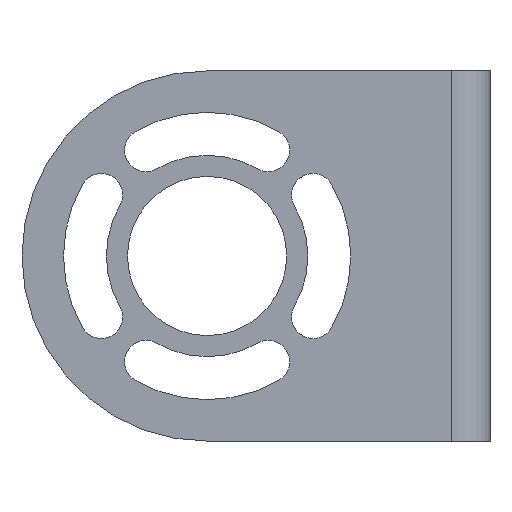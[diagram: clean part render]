
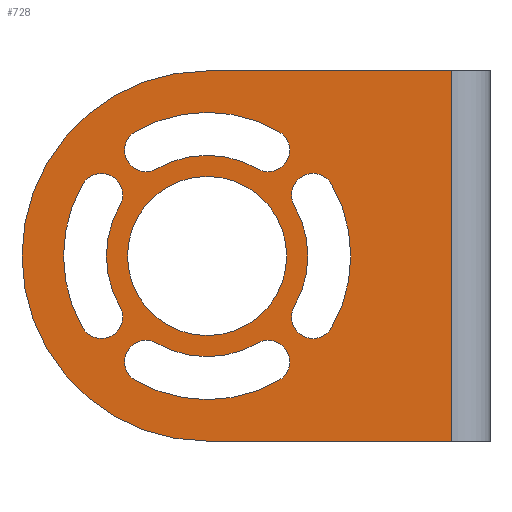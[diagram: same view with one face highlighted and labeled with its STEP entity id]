
A CAD part, front view. The second image highlights one B-rep face of the part: STEP entity #728.
In plain terms, the highlighted planar face has unit normal (0, -1, 0).
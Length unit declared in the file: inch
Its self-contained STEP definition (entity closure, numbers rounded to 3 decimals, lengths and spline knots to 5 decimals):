
#1=CARTESIAN_POINT('',(-1.50394,0.,0.));
#2=DIRECTION('',(0.,1.,0.));
#3=DIRECTION('',(0.,0.,-1.));
#4=AXIS2_PLACEMENT_3D('',#1,#2,#3);
#6=CARTESIAN_POINT('',(-1.50394,0.,0.));
#7=DIRECTION('',(0.,1.,0.));
#8=DIRECTION('',(-1.,0.,0.));
#9=AXIS2_PLACEMENT_3D('',#6,#7,#8);
#11=CARTESIAN_POINT('',(-1.50394,0.,0.));
#12=DIRECTION('',(0.,1.,0.));
#13=DIRECTION('',(0.5,0.,-0.866));
#14=AXIS2_PLACEMENT_3D('',#11,#12,#13);
#16=CARTESIAN_POINT('',(-1.82874,0.,-0.56258));
#17=DIRECTION('',(0.,1.,0.));
#18=DIRECTION('',(-0.5,0.,-0.866));
#19=AXIS2_PLACEMENT_3D('',#16,#17,#18);
#21=CARTESIAN_POINT('',(-1.50394,0.,0.));
#22=DIRECTION('',(0.,1.,0.));
#23=DIRECTION('',(0.5,0.,-0.866));
#24=AXIS2_PLACEMENT_3D('',#21,#22,#23);
#26=CARTESIAN_POINT('',(-1.17913,0.,-0.56258));
#27=DIRECTION('',(0.,1.,0.));
#28=DIRECTION('',(-0.5,0.,0.866));
#29=AXIS2_PLACEMENT_3D('',#26,#27,#28);
#31=CARTESIAN_POINT('',(-1.50394,0.,0.));
#32=DIRECTION('',(0.,1.,0.));
#33=DIRECTION('',(0.866,0.,0.5));
#34=AXIS2_PLACEMENT_3D('',#31,#32,#33);
#36=CARTESIAN_POINT('',(-0.94136,0.,-0.3248));
#37=DIRECTION('',(0.,1.,0.));
#38=DIRECTION('',(0.866,0.,-0.5));
#39=AXIS2_PLACEMENT_3D('',#36,#37,#38);
#41=CARTESIAN_POINT('',(-1.50394,0.,0.));
#42=DIRECTION('',(0.,1.,0.));
#43=DIRECTION('',(0.866,0.,0.5));
#44=AXIS2_PLACEMENT_3D('',#41,#42,#43);
#46=CARTESIAN_POINT('',(-0.94136,0.,0.3248));
#47=DIRECTION('',(0.,1.,0.));
#48=DIRECTION('',(-0.866,0.,-0.5));
#49=AXIS2_PLACEMENT_3D('',#46,#47,#48);
#51=CARTESIAN_POINT('',(-1.50394,0.,0.));
#52=DIRECTION('',(0.,1.,0.));
#53=DIRECTION('',(-0.5,0.,0.866));
#54=AXIS2_PLACEMENT_3D('',#51,#52,#53);
#56=CARTESIAN_POINT('',(-1.17913,0.,0.56258));
#57=DIRECTION('',(0.,1.,0.));
#58=DIRECTION('',(0.5,0.,0.866));
#59=AXIS2_PLACEMENT_3D('',#56,#57,#58);
#61=CARTESIAN_POINT('',(-1.50394,0.,0.));
#62=DIRECTION('',(0.,1.,0.));
#63=DIRECTION('',(-0.5,0.,0.866));
#64=AXIS2_PLACEMENT_3D('',#61,#62,#63);
#66=CARTESIAN_POINT('',(-1.82874,0.,0.56258));
#67=DIRECTION('',(0.,1.,0.));
#68=DIRECTION('',(0.5,0.,-0.866));
#69=AXIS2_PLACEMENT_3D('',#66,#67,#68);
#71=CARTESIAN_POINT('',(-1.50394,0.,0.));
#72=DIRECTION('',(0.,1.,0.));
#73=DIRECTION('',(-1.,0.,0.));
#74=AXIS2_PLACEMENT_3D('',#71,#72,#73);
#76=CARTESIAN_POINT('',(-1.50394,0.,0.));
#77=DIRECTION('',(0.,1.,0.));
#78=DIRECTION('',(1.,0.,0.));
#79=AXIS2_PLACEMENT_3D('',#76,#77,#78);
#81=CARTESIAN_POINT('',(-1.50394,0.,0.));
#82=DIRECTION('',(0.,1.,0.));
#83=DIRECTION('',(-0.866,0.,-0.5));
#84=AXIS2_PLACEMENT_3D('',#81,#82,#83);
#86=CARTESIAN_POINT('',(-2.06651,0.,0.3248));
#87=DIRECTION('',(0.,1.,0.));
#88=DIRECTION('',(-0.866,0.,0.5));
#89=AXIS2_PLACEMENT_3D('',#86,#87,#88);
#91=CARTESIAN_POINT('',(-1.50394,0.,0.));
#92=DIRECTION('',(0.,1.,0.));
#93=DIRECTION('',(-0.866,0.,-0.5));
#94=AXIS2_PLACEMENT_3D('',#91,#92,#93);
#96=CARTESIAN_POINT('',(-2.06651,0.,-0.3248));
#97=DIRECTION('',(0.,1.,0.));
#98=DIRECTION('',(0.866,0.,0.5));
#99=AXIS2_PLACEMENT_3D('',#96,#97,#98);
#209=DIRECTION('',(1.,0.,0.));
#210=VECTOR('',#209,1.29921);
#211=CARTESIAN_POINT('',(-1.50394,0.,-0.98425));
#212=LINE('',#211,#210);
#235=DIRECTION('',(0.,0.,-1.));
#236=VECTOR('',#235,1.9685);
#237=CARTESIAN_POINT('',(-0.20472,0.,0.98425));
#238=LINE('',#237,#236);
#257=DIRECTION('',(1.,0.,0.));
#258=VECTOR('',#257,1.29921);
#259=CARTESIAN_POINT('',(-1.50394,0.,0.98425));
#260=LINE('',#259,#258);
#517=CARTESIAN_POINT('',(-0.20472,0.,0.98425));
#519=VERTEX_POINT('',#517);
#521=CARTESIAN_POINT('',(-0.20472,0.,-0.98425));
#523=VERTEX_POINT('',#521);
#539=CARTESIAN_POINT('',(-1.50394,0.,-0.98425));
#540=CARTESIAN_POINT('',(-2.48819,0.,0.));
#541=VERTEX_POINT('',#539);
#542=VERTEX_POINT('',#540);
#543=CARTESIAN_POINT('',(-1.50394,0.,0.98425));
#544=VERTEX_POINT('',#543);
#549=CARTESIAN_POINT('',(-1.92717,0.,0.));
#550=CARTESIAN_POINT('',(-1.08071,0.,0.));
#551=VERTEX_POINT('',#549);
#552=VERTEX_POINT('',#550);
#561=CARTESIAN_POINT('',(-1.96764,0.,-0.26772));
#562=CARTESIAN_POINT('',(-1.96764,0.,0.26772));
#563=VERTEX_POINT('',#561);
#564=VERTEX_POINT('',#562);
#565=CARTESIAN_POINT('',(-2.16539,0.,0.38189));
#566=VERTEX_POINT('',#565);
#567=CARTESIAN_POINT('',(-2.16539,0.,-0.38189));
#568=VERTEX_POINT('',#567);
#577=CARTESIAN_POINT('',(-1.77165,0.,0.4637));
#578=CARTESIAN_POINT('',(-1.23622,0.,0.4637));
#579=VERTEX_POINT('',#577);
#580=VERTEX_POINT('',#578);
#581=CARTESIAN_POINT('',(-1.12205,0.,0.66145));
#582=VERTEX_POINT('',#581);
#583=CARTESIAN_POINT('',(-1.88583,0.,0.66145));
#584=VERTEX_POINT('',#583);
#593=CARTESIAN_POINT('',(-1.04024,0.,0.26772));
#594=CARTESIAN_POINT('',(-1.04024,0.,-0.26772));
#595=VERTEX_POINT('',#593);
#596=VERTEX_POINT('',#594);
#597=CARTESIAN_POINT('',(-0.84248,0.,-0.38189));
#598=VERTEX_POINT('',#597);
#599=CARTESIAN_POINT('',(-0.84248,0.,0.38189));
#600=VERTEX_POINT('',#599);
#609=CARTESIAN_POINT('',(-1.23622,0.,-0.4637));
#610=CARTESIAN_POINT('',(-1.77165,0.,-0.4637));
#611=VERTEX_POINT('',#609);
#612=VERTEX_POINT('',#610);
#613=CARTESIAN_POINT('',(-1.88583,0.,-0.66145));
#614=VERTEX_POINT('',#613);
#615=CARTESIAN_POINT('',(-1.12205,0.,-0.66145));
#616=VERTEX_POINT('',#615);
#665=CARTESIAN_POINT('',(-2.48819,0.,0.98425));
#666=DIRECTION('',(0.,-1.,0.));
#667=DIRECTION('',(1.,0.,0.));
#668=AXIS2_PLACEMENT_3D('',#665,#666,#667);
#669=PLANE('',#668);
#671=ORIENTED_EDGE('',*,*,#670,.T.);
#673=ORIENTED_EDGE('',*,*,#672,.T.);
#675=ORIENTED_EDGE('',*,*,#674,.T.);
#677=ORIENTED_EDGE('',*,*,#676,.T.);
#679=ORIENTED_EDGE('',*,*,#678,.F.);
#680=EDGE_LOOP('',(#671,#673,#675,#677,#679));
#681=FACE_OUTER_BOUND('',#680,.F.);
#683=ORIENTED_EDGE('',*,*,#682,.T.);
#685=ORIENTED_EDGE('',*,*,#684,.F.);
#687=ORIENTED_EDGE('',*,*,#686,.F.);
#689=ORIENTED_EDGE('',*,*,#688,.F.);
#690=EDGE_LOOP('',(#683,#685,#687,#689));
#691=FACE_BOUND('',#690,.F.);
#693=ORIENTED_EDGE('',*,*,#692,.T.);
#695=ORIENTED_EDGE('',*,*,#694,.F.);
#697=ORIENTED_EDGE('',*,*,#696,.F.);
#699=ORIENTED_EDGE('',*,*,#698,.F.);
#700=EDGE_LOOP('',(#693,#695,#697,#699));
#701=FACE_BOUND('',#700,.F.);
#703=ORIENTED_EDGE('',*,*,#702,.T.);
#705=ORIENTED_EDGE('',*,*,#704,.F.);
#707=ORIENTED_EDGE('',*,*,#706,.F.);
#709=ORIENTED_EDGE('',*,*,#708,.F.);
#710=EDGE_LOOP('',(#703,#705,#707,#709));
#711=FACE_BOUND('',#710,.F.);
#713=ORIENTED_EDGE('',*,*,#712,.F.);
#715=ORIENTED_EDGE('',*,*,#714,.F.);
#716=EDGE_LOOP('',(#713,#715));
#717=FACE_BOUND('',#716,.F.);
#719=ORIENTED_EDGE('',*,*,#718,.T.);
#721=ORIENTED_EDGE('',*,*,#720,.F.);
#723=ORIENTED_EDGE('',*,*,#722,.F.);
#725=ORIENTED_EDGE('',*,*,#724,.F.);
#726=EDGE_LOOP('',(#719,#721,#723,#725));
#727=FACE_BOUND('',#726,.F.);
#728=ADVANCED_FACE('',(#681,#691,#701,#711,#717,#727),#669,.T.);
#5=CIRCLE('',#4,0.98425);
#10=CIRCLE('',#9,0.98425);
#15=CIRCLE('',#14,0.53543);
#20=CIRCLE('',#19,0.11417);
#25=CIRCLE('',#24,0.76378);
#30=CIRCLE('',#29,0.11417);
#35=CIRCLE('',#34,0.53543);
#40=CIRCLE('',#39,0.11417);
#45=CIRCLE('',#44,0.76378);
#50=CIRCLE('',#49,0.11417);
#55=CIRCLE('',#54,0.53543);
#60=CIRCLE('',#59,0.11417);
#65=CIRCLE('',#64,0.76378);
#70=CIRCLE('',#69,0.11417);
#75=CIRCLE('',#74,0.42323);
#80=CIRCLE('',#79,0.42323);
#85=CIRCLE('',#84,0.53543);
#90=CIRCLE('',#89,0.11417);
#95=CIRCLE('',#94,0.76378);
#100=CIRCLE('',#99,0.11417);
#670=EDGE_CURVE('',#541,#542,#5,.T.);
#672=EDGE_CURVE('',#542,#544,#10,.T.);
#674=EDGE_CURVE('',#544,#519,#260,.T.);
#676=EDGE_CURVE('',#519,#523,#238,.T.);
#678=EDGE_CURVE('',#541,#523,#212,.T.);
#682=EDGE_CURVE('',#611,#612,#15,.T.);
#684=EDGE_CURVE('',#614,#612,#20,.T.);
#686=EDGE_CURVE('',#616,#614,#25,.T.);
#688=EDGE_CURVE('',#611,#616,#30,.T.);
#692=EDGE_CURVE('',#595,#596,#35,.T.);
#694=EDGE_CURVE('',#598,#596,#40,.T.);
#696=EDGE_CURVE('',#600,#598,#45,.T.);
#698=EDGE_CURVE('',#595,#600,#50,.T.);
#702=EDGE_CURVE('',#579,#580,#55,.T.);
#704=EDGE_CURVE('',#582,#580,#60,.T.);
#706=EDGE_CURVE('',#584,#582,#65,.T.);
#708=EDGE_CURVE('',#579,#584,#70,.T.);
#712=EDGE_CURVE('',#551,#552,#75,.T.);
#714=EDGE_CURVE('',#552,#551,#80,.T.);
#718=EDGE_CURVE('',#563,#564,#85,.T.);
#720=EDGE_CURVE('',#566,#564,#90,.T.);
#722=EDGE_CURVE('',#568,#566,#95,.T.);
#724=EDGE_CURVE('',#563,#568,#100,.T.);
